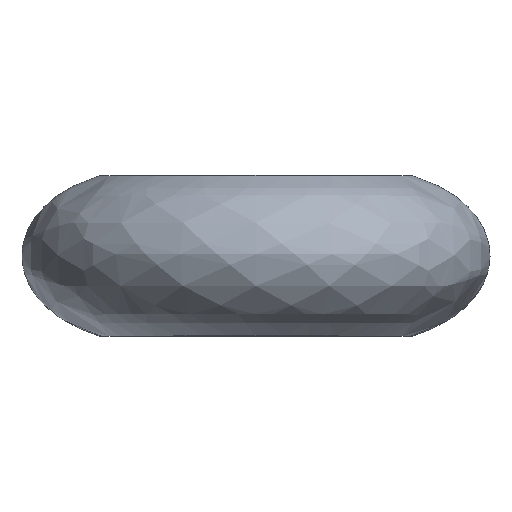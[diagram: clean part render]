
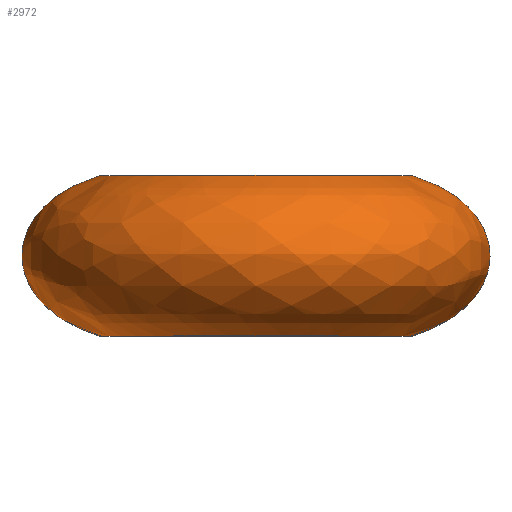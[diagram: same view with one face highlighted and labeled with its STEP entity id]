
A CAD part, top view. The second image highlights one B-rep face of the part: STEP entity #2972.
In plain terms, the highlighted free-form (B-spline) face has degree [3, 3] with [4, 4] control points.
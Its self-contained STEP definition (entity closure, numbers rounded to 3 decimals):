
#16 = CARTESIAN_POINT ( 'NONE',  ( 0., -12., 0. ) ) ;
#105 = CARTESIAN_POINT ( 'NONE',  ( -38.463, 7.499, 0. ) ) ;
#133 = CARTESIAN_POINT ( 'NONE',  ( -23.402, 12., 46.803 ) ) ;
#148 = CARTESIAN_POINT ( 'NONE',  ( -38.463, 7.499, 76.926 ) ) ;
#198 = CIRCLE ( 'NONE', #1499, 23.402 ) ;
#227 = FACE_OUTER_BOUND ( 'NONE', #2546, .T. ) ;
#233 = CARTESIAN_POINT ( 'NONE',  ( -23.402, -12., 0. ) ) ;
#263 = CARTESIAN_POINT ( 'NONE',  ( 38.463, 7.499, 0. ) ) ;
#366 = CARTESIAN_POINT ( 'NONE',  ( -23.402, 12., 0. ) ) ;
#449 = CARTESIAN_POINT ( 'NONE',  ( 23.402, -12., 46.803 ) ) ;
#566 = CARTESIAN_POINT ( 'NONE',  ( 39.264, -6.956, 0. ) ) ;
#629 = EDGE_CURVE ( 'NONE', #1487, #1534, #2255, .T. ) ;
#646 = CARTESIAN_POINT ( 'NONE',  ( 23.402, 12., 46.803 ) ) ;
#675 = CARTESIAN_POINT ( 'NONE',  ( 39.264, -6.956, 0. ) ) ;
#805 = DIRECTION ( 'NONE',  ( 1., 0., 0. ) ) ;
#943 = CARTESIAN_POINT ( 'NONE',  ( -23.402, 12., 0. ) ) ;
#980 = CARTESIAN_POINT ( 'NONE',  ( -38.463, 7.499, 0. ) ) ;
#1183 = VERTEX_POINT ( 'NONE', #3309 ) ;
#1211 = CARTESIAN_POINT ( 'NONE',  ( -39.264, -6.956, 0. ) ) ;
#1254 = CARTESIAN_POINT ( 'NONE',  ( -23.402, -12., 0. ) ) ;
#1296 = CARTESIAN_POINT ( 'NONE',  ( -39.264, -6.956, 0. ) ) ;
#1313 = AXIS2_PLACEMENT_3D ( 'NONE', #2495, #3263, #2280 ) ;
#1355 = EDGE_CURVE ( 'NONE', #1183, #1534, #198, .T. ) ;
#1391 = CIRCLE ( 'NONE', #1313, 23.402 ) ;
#1487 = VERTEX_POINT ( 'NONE', #366 ) ;
#1499 = AXIS2_PLACEMENT_3D ( 'NONE', #16, #2373, #805 ) ;
#1534 = VERTEX_POINT ( 'NONE', #1254 ) ;
#1572 = ORIENTED_EDGE ( 'NONE', *, *, #2301, .T. ) ;
#1575 = VERTEX_POINT ( 'NONE', #3277 ) ;
#1591 = CARTESIAN_POINT ( 'NONE',  ( 23.402, -12., 0. ) ) ;
#1744 = CARTESIAN_POINT ( 'NONE',  ( 23.402, 12., 0. ) ) ;
#2028 = CARTESIAN_POINT ( 'NONE',  ( -39.264, -6.956, 78.528 ) ) ;
#2039 = CARTESIAN_POINT ( 'NONE',  ( 23.402, -12., 0. ) ) ;
#2078 = ORIENTED_EDGE ( 'NONE', *, *, #629, .T. ) ;
#2255 = B_SPLINE_CURVE_WITH_KNOTS ( 'NONE', 3,
 ( #2585, #980, #1296, #233 ),
 .UNSPECIFIED., .F., .F.,
 ( 4, 4 ),
 ( 0., 1. ),
 .UNSPECIFIED. ) ;
#2280 = DIRECTION ( 'NONE',  ( 1., 0., 0. ) ) ;
#2301 = EDGE_CURVE ( 'NONE', #1575, #1487, #1391, .T. ) ;
#2373 = DIRECTION ( 'NONE',  ( 0., -1., 0. ) ) ;
#2379 = EDGE_CURVE ( 'NONE', #1575, #1183, #3209, .T. ) ;
#2495 = CARTESIAN_POINT ( 'NONE',  ( 0., 12., 0. ) ) ;
#2498 = CARTESIAN_POINT ( 'NONE',  ( 38.463, 7.499, 0. ) ) ;
#2546 = EDGE_LOOP ( 'NONE', ( #2960, #1572, #2078, #2559 ) ) ;
#2559 = ORIENTED_EDGE ( 'NONE', *, *, #1355, .F. ) ;
#2585 = CARTESIAN_POINT ( 'NONE',  ( -23.402, 12., 0. ) ) ;
#2588 =( BOUNDED_SURFACE ( )  B_SPLINE_SURFACE ( 3, 3, ( 
 ( #1744, #646, #133, #943 ),
 ( #2498, #2776, #148, #105 ),
 ( #675, #3026, #2028, #1211 ),
 ( #2039, #449, #3283, #3067 ) ),
 .UNSPECIFIED., .F., .F., .F. ) 
 B_SPLINE_SURFACE_WITH_KNOTS ( ( 4, 4 ),
 ( 4, 4 ),
 ( 0., 1. ),
 ( 0., 1. ),
 .UNSPECIFIED. ) 
 GEOMETRIC_REPRESENTATION_ITEM ( )  RATIONAL_B_SPLINE_SURFACE ( (
 ( 1., 0.333, 0.333, 1.),
 ( 1., 0.333, 0.333, 1.),
 ( 1., 0.333, 0.333, 1.),
 ( 1., 0.333, 0.333, 1.) ) ) 
 REPRESENTATION_ITEM ( '' )  SURFACE ( )  );
#2655 = CARTESIAN_POINT ( 'NONE',  ( 23.402, 12., 0. ) ) ;
#2776 = CARTESIAN_POINT ( 'NONE',  ( 38.463, 7.499, 76.926 ) ) ;
#2960 = ORIENTED_EDGE ( 'NONE', *, *, #2379, .F. ) ;
#2972 = ADVANCED_FACE ( 'NONE', ( #227 ), #2588, .F. ) ;
#3026 = CARTESIAN_POINT ( 'NONE',  ( 39.264, -6.956, 78.528 ) ) ;
#3067 = CARTESIAN_POINT ( 'NONE',  ( -23.402, -12., 0. ) ) ;
#3209 = B_SPLINE_CURVE_WITH_KNOTS ( 'NONE', 3,
 ( #2655, #263, #566, #1591 ),
 .UNSPECIFIED., .F., .F.,
 ( 4, 4 ),
 ( 0., 1. ),
 .UNSPECIFIED. ) ;
#3263 = DIRECTION ( 'NONE',  ( 0., -1., 0. ) ) ;
#3277 = CARTESIAN_POINT ( 'NONE',  ( 23.402, 12., 0. ) ) ;
#3283 = CARTESIAN_POINT ( 'NONE',  ( -23.402, -12., 46.803 ) ) ;
#3309 = CARTESIAN_POINT ( 'NONE',  ( 23.402, -12., 0. ) ) ;
